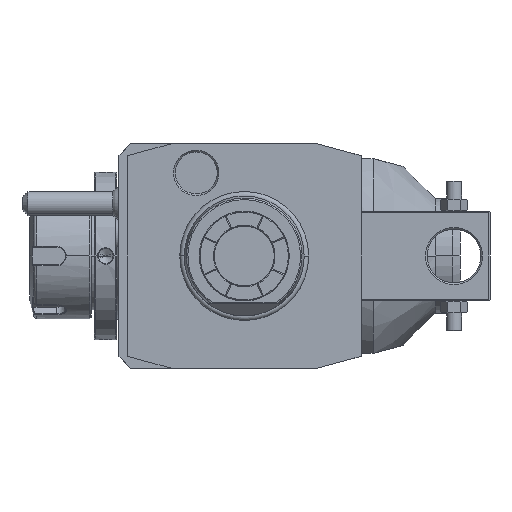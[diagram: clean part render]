
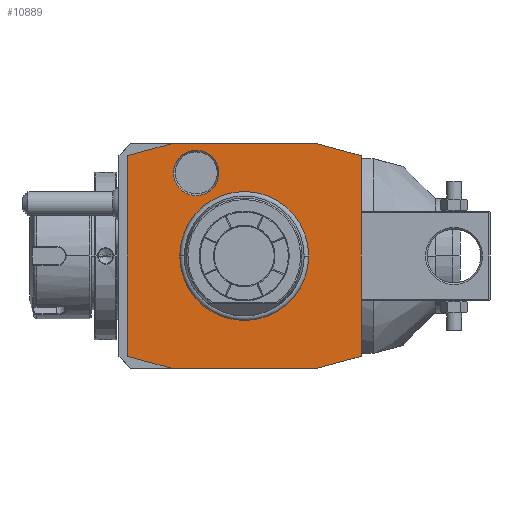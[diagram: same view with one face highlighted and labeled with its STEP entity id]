
A CAD part, front view. The second image highlights one B-rep face of the part: STEP entity #10889.
In plain terms, the highlighted planar face has unit normal (0, -1, 0).
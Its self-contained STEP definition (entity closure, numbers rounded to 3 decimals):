
#1=DIRECTION('',(-0.966,0.,0.259));
#2=VECTOR('',#1,15.529);
#3=CARTESIAN_POINT('',(39.,0.,33.481));
#4=LINE('',#3,#2);
#5=DIRECTION('',(0.,0.,1.));
#6=VECTOR('',#5,66.962);
#7=CARTESIAN_POINT('',(39.,0.,-33.481));
#8=LINE('',#7,#6);
#9=DIRECTION('',(0.966,0.,0.259));
#10=VECTOR('',#9,15.529);
#11=CARTESIAN_POINT('',(24.,0.,-37.5));
#12=LINE('',#11,#10);
#13=DIRECTION('',(1.,0.,0.));
#14=VECTOR('',#13,48.);
#15=CARTESIAN_POINT('',(-24.,0.,-37.5));
#16=LINE('',#15,#14);
#17=DIRECTION('',(0.966,0.,-0.259));
#18=VECTOR('',#17,15.529);
#19=CARTESIAN_POINT('',(-39.,0.,-33.481));
#20=LINE('',#19,#18);
#21=DIRECTION('',(0.,0.,-1.));
#22=VECTOR('',#21,66.962);
#23=CARTESIAN_POINT('',(-39.,0.,33.481));
#24=LINE('',#23,#22);
#25=DIRECTION('',(-0.966,0.,-0.259));
#26=VECTOR('',#25,15.529);
#27=CARTESIAN_POINT('',(-24.,0.,37.5));
#28=LINE('',#27,#26);
#29=DIRECTION('',(-1.,0.,0.));
#30=VECTOR('',#29,48.);
#31=CARTESIAN_POINT('',(24.,0.,37.5));
#32=LINE('',#31,#30);
#33=CARTESIAN_POINT('',(-16.,0.,27.713));
#34=DIRECTION('',(0.,1.,0.));
#35=DIRECTION('',(1.,0.,0.));
#36=AXIS2_PLACEMENT_3D('',#33,#34,#35);
#38=CARTESIAN_POINT('',(-16.,0.,27.713));
#39=DIRECTION('',(0.,1.,0.));
#40=DIRECTION('',(-1.,0.,0.));
#41=AXIS2_PLACEMENT_3D('',#38,#39,#40);
#7588=CARTESIAN_POINT('',(0.,0.,0.));
#7589=DIRECTION('',(0.,1.,0.));
#7590=DIRECTION('',(-1.,0.,0.));
#7591=AXIS2_PLACEMENT_3D('',#7588,#7589,#7590);
#7593=CARTESIAN_POINT('',(0.,0.,0.));
#7594=DIRECTION('',(0.,1.,0.));
#7595=DIRECTION('',(1.,0.,0.));
#7596=AXIS2_PLACEMENT_3D('',#7593,#7594,#7595);
#9751=CARTESIAN_POINT('',(-8.423,0.,27.713));
#9752=CARTESIAN_POINT('',(-23.577,0.,27.713));
#9753=VERTEX_POINT('',#9751);
#9754=VERTEX_POINT('',#9752);
#10702=CARTESIAN_POINT('',(39.,0.,33.481));
#10703=CARTESIAN_POINT('',(24.,0.,37.5));
#10704=VERTEX_POINT('',#10702);
#10705=VERTEX_POINT('',#10703);
#10706=CARTESIAN_POINT('',(-24.,0.,37.5));
#10707=VERTEX_POINT('',#10706);
#10708=CARTESIAN_POINT('',(-39.,0.,33.481));
#10709=VERTEX_POINT('',#10708);
#10710=CARTESIAN_POINT('',(-39.,0.,-33.481));
#10711=VERTEX_POINT('',#10710);
#10712=CARTESIAN_POINT('',(-24.,0.,-37.5));
#10713=VERTEX_POINT('',#10712);
#10714=CARTESIAN_POINT('',(24.,0.,-37.5));
#10715=VERTEX_POINT('',#10714);
#10716=CARTESIAN_POINT('',(39.,0.,-33.481));
#10717=VERTEX_POINT('',#10716);
#10730=CARTESIAN_POINT('',(-21.137,0.,0.));
#10731=CARTESIAN_POINT('',(21.137,0.,0.));
#10732=VERTEX_POINT('',#10730);
#10733=VERTEX_POINT('',#10731);
#10854=CARTESIAN_POINT('',(0.,0.,0.));
#10855=DIRECTION('',(0.,-1.,0.));
#10856=DIRECTION('',(-1.,0.,0.));
#10857=AXIS2_PLACEMENT_3D('',#10854,#10855,#10856);
#10858=PLANE('',#10857);
#10860=ORIENTED_EDGE('',*,*,#10859,.F.);
#10862=ORIENTED_EDGE('',*,*,#10861,.F.);
#10864=ORIENTED_EDGE('',*,*,#10863,.F.);
#10866=ORIENTED_EDGE('',*,*,#10865,.F.);
#10868=ORIENTED_EDGE('',*,*,#10867,.F.);
#10870=ORIENTED_EDGE('',*,*,#10869,.F.);
#10872=ORIENTED_EDGE('',*,*,#10871,.F.);
#10874=ORIENTED_EDGE('',*,*,#10873,.F.);
#10875=EDGE_LOOP('',(#10860,#10862,#10864,#10866,#10868,#10870,#10872,#10874));
#10876=FACE_OUTER_BOUND('',#10875,.F.);
#10878=ORIENTED_EDGE('',*,*,#10877,.F.);
#10880=ORIENTED_EDGE('',*,*,#10879,.F.);
#10881=EDGE_LOOP('',(#10878,#10880));
#10882=FACE_BOUND('',#10881,.F.);
#10884=ORIENTED_EDGE('',*,*,#10883,.F.);
#10886=ORIENTED_EDGE('',*,*,#10885,.F.);
#10887=EDGE_LOOP('',(#10884,#10886));
#10888=FACE_BOUND('',#10887,.F.);
#37=CIRCLE('',#36,7.577);
#42=CIRCLE('',#41,7.577);
#7592=CIRCLE('',#7591,21.137);
#7597=CIRCLE('',#7596,21.137);
#10859=EDGE_CURVE('',#10704,#10705,#4,.T.);
#10861=EDGE_CURVE('',#10717,#10704,#8,.T.);
#10863=EDGE_CURVE('',#10715,#10717,#12,.T.);
#10865=EDGE_CURVE('',#10713,#10715,#16,.T.);
#10867=EDGE_CURVE('',#10711,#10713,#20,.T.);
#10869=EDGE_CURVE('',#10709,#10711,#24,.T.);
#10871=EDGE_CURVE('',#10707,#10709,#28,.T.);
#10873=EDGE_CURVE('',#10705,#10707,#32,.T.);
#10877=EDGE_CURVE('',#10732,#10733,#7592,.T.);
#10879=EDGE_CURVE('',#10733,#10732,#7597,.T.);
#10883=EDGE_CURVE('',#9753,#9754,#37,.T.);
#10885=EDGE_CURVE('',#9754,#9753,#42,.T.);
#10889=ADVANCED_FACE('',(#10876,#10882,#10888),#10858,.T.);
